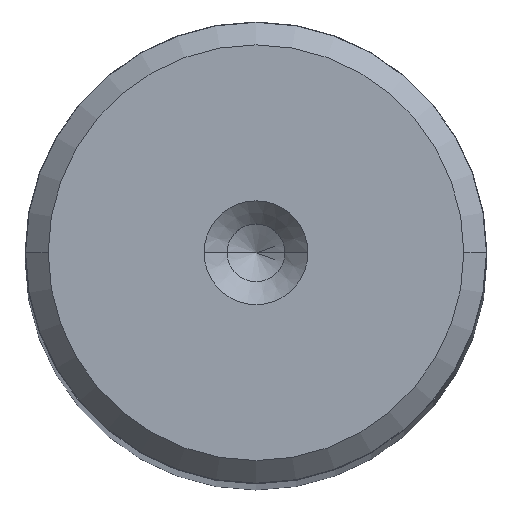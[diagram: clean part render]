
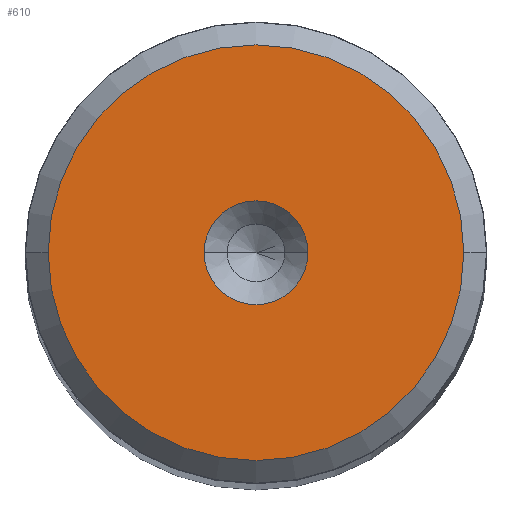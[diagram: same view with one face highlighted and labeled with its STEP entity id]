
A CAD part, top view. The second image highlights one B-rep face of the part: STEP entity #610.
In plain terms, the highlighted planar face has unit normal (0, 0, 1).
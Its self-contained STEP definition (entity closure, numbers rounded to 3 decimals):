
#30 = CIRCLE ( 'NONE', #1384, 2.25 ) ;
#94 = DIRECTION ( 'NONE',  ( 0., 0., 1. ) ) ;
#141 = AXIS2_PLACEMENT_3D ( 'NONE', #508, #679, #176 ) ;
#176 = DIRECTION ( 'NONE',  ( 1., 0., 0. ) ) ;
#185 = PLANE ( 'NONE',  #2164 ) ;
#263 = CARTESIAN_POINT ( 'NONE',  ( 0., 0., 160. ) ) ;
#270 = DIRECTION ( 'NONE',  ( 0., 0., 1. ) ) ;
#290 = CARTESIAN_POINT ( 'NONE',  ( -2.25, 0., 160. ) ) ;
#312 = FACE_OUTER_BOUND ( 'NONE', #673, .T. ) ;
#327 = DIRECTION ( 'NONE',  ( 1., 0., 0. ) ) ;
#364 = CARTESIAN_POINT ( 'NONE',  ( -9.009, 0., 160. ) ) ;
#377 = CARTESIAN_POINT ( 'NONE',  ( 9.009, 0., 160. ) ) ;
#389 = CIRCLE ( 'NONE', #1675, 9.009 ) ;
#508 = CARTESIAN_POINT ( 'NONE',  ( 0., 0., 160. ) ) ;
#510 = DIRECTION ( 'NONE',  ( 0., 0., 1. ) ) ;
#604 = DIRECTION ( 'NONE',  ( 1., 0., 0. ) ) ;
#610 = ADVANCED_FACE ( 'NONE', ( #752, #312 ), #185, .T. ) ;
#647 = DIRECTION ( 'NONE',  ( 1., 0., 0. ) ) ;
#668 = CARTESIAN_POINT ( 'NONE',  ( 0., 0., 160. ) ) ;
#673 = EDGE_LOOP ( 'NONE', ( #1068, #998 ) ) ;
#679 = DIRECTION ( 'NONE',  ( 0., 0., 1. ) ) ;
#752 = FACE_BOUND ( 'NONE', #1173, .T. ) ;
#766 = CARTESIAN_POINT ( 'NONE',  ( 2.25, 0., 160. ) ) ;
#798 = EDGE_CURVE ( 'NONE', #2175, #2135, #808, .T. ) ;
#808 = CIRCLE ( 'NONE', #141, 2.25 ) ;
#817 = CARTESIAN_POINT ( 'NONE',  ( 0., 0., 160. ) ) ;
#914 = AXIS2_PLACEMENT_3D ( 'NONE', #1111, #270, #604 ) ;
#942 = CIRCLE ( 'NONE', #914, 9.009 ) ;
#968 = VERTEX_POINT ( 'NONE', #364 ) ;
#998 = ORIENTED_EDGE ( 'NONE', *, *, #2085, .T. ) ;
#1039 = VERTEX_POINT ( 'NONE', #377 ) ;
#1068 = ORIENTED_EDGE ( 'NONE', *, *, #1235, .T. ) ;
#1111 = CARTESIAN_POINT ( 'NONE',  ( 0., 0., 160. ) ) ;
#1173 = EDGE_LOOP ( 'NONE', ( #2009, #1415 ) ) ;
#1235 = EDGE_CURVE ( 'NONE', #968, #1039, #942, .T. ) ;
#1348 = EDGE_CURVE ( 'NONE', #2135, #2175, #30, .T. ) ;
#1384 = AXIS2_PLACEMENT_3D ( 'NONE', #817, #1996, #647 ) ;
#1415 = ORIENTED_EDGE ( 'NONE', *, *, #1348, .F. ) ;
#1675 = AXIS2_PLACEMENT_3D ( 'NONE', #263, #94, #2121 ) ;
#1996 = DIRECTION ( 'NONE',  ( 0., 0., 1. ) ) ;
#2009 = ORIENTED_EDGE ( 'NONE', *, *, #798, .F. ) ;
#2085 = EDGE_CURVE ( 'NONE', #1039, #968, #389, .T. ) ;
#2121 = DIRECTION ( 'NONE',  ( 1., 0., 0. ) ) ;
#2135 = VERTEX_POINT ( 'NONE', #290 ) ;
#2164 = AXIS2_PLACEMENT_3D ( 'NONE', #668, #510, #327 ) ;
#2175 = VERTEX_POINT ( 'NONE', #766 ) ;
